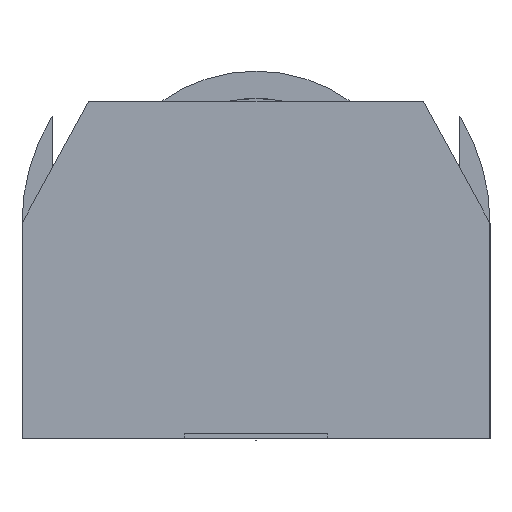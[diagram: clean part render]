
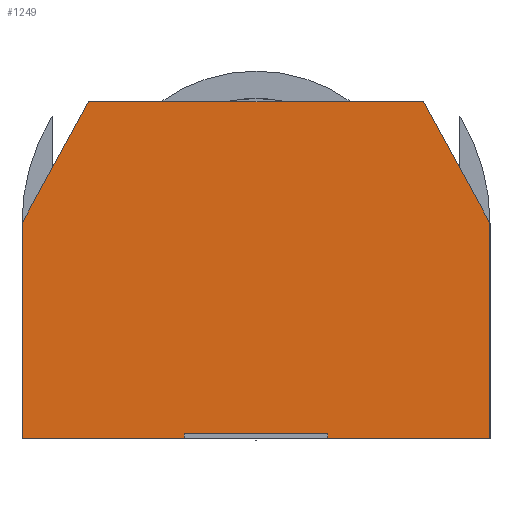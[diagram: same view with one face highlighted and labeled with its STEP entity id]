
A CAD part, left-side view. The second image highlights one B-rep face of the part: STEP entity #1249.
In plain terms, the highlighted planar face has unit normal (-1, 0, 0).
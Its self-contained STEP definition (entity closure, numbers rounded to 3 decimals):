
#57=FACE_OUTER_BOUND('',#129,.T.);
#129=EDGE_LOOP('',(#848,#849,#850,#851,#852,#853,#854,#855,#856,#857,#858,
#859));
#214=LINE('',#1825,#345);
#218=LINE('',#1834,#349);
#243=LINE('',#1897,#374);
#244=LINE('',#1899,#375);
#245=LINE('',#1901,#376);
#246=LINE('',#1903,#377);
#247=LINE('',#1905,#378);
#248=LINE('',#1907,#379);
#249=LINE('',#1909,#380);
#250=LINE('',#1911,#381);
#251=LINE('',#1913,#382);
#252=LINE('',#1914,#383);
#345=VECTOR('',#1466,1.);
#349=VECTOR('',#1474,1.);
#374=VECTOR('',#1529,1.);
#375=VECTOR('',#1530,1.);
#376=VECTOR('',#1531,1.);
#377=VECTOR('',#1532,1.);
#378=VECTOR('',#1533,1.);
#379=VECTOR('',#1534,1.);
#380=VECTOR('',#1535,1.);
#381=VECTOR('',#1536,1.);
#382=VECTOR('',#1537,1.);
#383=VECTOR('',#1538,1.);
#510=VERTEX_POINT('',#1822);
#511=VERTEX_POINT('',#1824);
#514=VERTEX_POINT('',#1832);
#537=VERTEX_POINT('',#1896);
#538=VERTEX_POINT('',#1898);
#539=VERTEX_POINT('',#1900);
#540=VERTEX_POINT('',#1902);
#541=VERTEX_POINT('',#1904);
#542=VERTEX_POINT('',#1906);
#543=VERTEX_POINT('',#1908);
#544=VERTEX_POINT('',#1910);
#545=VERTEX_POINT('',#1912);
#620=EDGE_CURVE('',#510,#511,#214,.T.);
#624=EDGE_CURVE('',#514,#510,#218,.T.);
#656=EDGE_CURVE('',#514,#537,#243,.T.);
#657=EDGE_CURVE('',#537,#538,#244,.T.);
#658=EDGE_CURVE('',#539,#538,#245,.T.);
#659=EDGE_CURVE('',#540,#539,#246,.T.);
#660=EDGE_CURVE('',#540,#541,#247,.T.);
#661=EDGE_CURVE('',#541,#542,#248,.T.);
#662=EDGE_CURVE('',#543,#542,#249,.T.);
#663=EDGE_CURVE('',#543,#544,#250,.T.);
#664=EDGE_CURVE('',#544,#545,#251,.T.);
#665=EDGE_CURVE('',#545,#511,#252,.T.);
#848=ORIENTED_EDGE('',*,*,#624,.F.);
#849=ORIENTED_EDGE('',*,*,#656,.T.);
#850=ORIENTED_EDGE('',*,*,#657,.T.);
#851=ORIENTED_EDGE('',*,*,#658,.F.);
#852=ORIENTED_EDGE('',*,*,#659,.F.);
#853=ORIENTED_EDGE('',*,*,#660,.T.);
#854=ORIENTED_EDGE('',*,*,#661,.T.);
#855=ORIENTED_EDGE('',*,*,#662,.F.);
#856=ORIENTED_EDGE('',*,*,#663,.T.);
#857=ORIENTED_EDGE('',*,*,#664,.T.);
#858=ORIENTED_EDGE('',*,*,#665,.T.);
#859=ORIENTED_EDGE('',*,*,#620,.F.);
#1113=PLANE('',#1349);
#1249=ADVANCED_FACE('',(#57),#1113,.T.);
#1349=AXIS2_PLACEMENT_3D('',#1895,#1527,#1528);
#1466=DIRECTION('',(0.,-1.,0.));
#1474=DIRECTION('',(0.,0.,1.));
#1527=DIRECTION('center_axis',(-1.,0.,0.));
#1528=DIRECTION('ref_axis',(0.,0.,-1.));
#1529=DIRECTION('',(0.,-1.,0.));
#1530=DIRECTION('',(0.,0.,1.));
#1531=DIRECTION('',(0.,1.,0.));
#1532=DIRECTION('',(0.,0.,1.));
#1533=DIRECTION('',(0.,-1.,0.));
#1534=DIRECTION('',(0.,0.,1.));
#1535=DIRECTION('',(0.,-1.,0.));
#1536=DIRECTION('',(0.,0.481,0.877));
#1537=DIRECTION('',(0.,1.,0.));
#1538=DIRECTION('',(0.,0.481,-0.877));
#1822=CARTESIAN_POINT('',(-38.525,10.325,9.6));
#1824=CARTESIAN_POINT('',(-38.525,10.322,9.6));
#1825=CARTESIAN_POINT('',(-38.525,10.325,9.6));
#1832=CARTESIAN_POINT('',(-38.525,10.325,0.1));
#1834=CARTESIAN_POINT('',(-38.525,10.325,0.1));
#1895=CARTESIAN_POINT('Origin',(-38.525,0.,8.36));
#1896=CARTESIAN_POINT('',(-38.525,3.175,0.1));
#1897=CARTESIAN_POINT('',(-38.525,10.325,0.1));
#1898=CARTESIAN_POINT('',(-38.525,3.175,0.3));
#1899=CARTESIAN_POINT('',(-38.525,3.175,0.1));
#1900=CARTESIAN_POINT('',(-38.525,-3.175,0.3));
#1901=CARTESIAN_POINT('',(-38.525,-3.175,0.3));
#1902=CARTESIAN_POINT('',(-38.525,-3.175,0.1));
#1903=CARTESIAN_POINT('',(-38.525,-3.175,0.1));
#1904=CARTESIAN_POINT('',(-38.525,-10.325,0.1));
#1905=CARTESIAN_POINT('',(-38.525,10.325,0.1));
#1906=CARTESIAN_POINT('',(-38.525,-10.325,9.6));
#1907=CARTESIAN_POINT('',(-38.525,-10.325,0.1));
#1908=CARTESIAN_POINT('',(-38.525,-10.322,9.6));
#1909=CARTESIAN_POINT('',(-38.525,10.325,9.6));
#1910=CARTESIAN_POINT('',(-38.525,-7.385,14.95));
#1911=CARTESIAN_POINT('',(-38.525,-6.664,16.264));
#1912=CARTESIAN_POINT('',(-38.525,7.385,14.95));
#1913=CARTESIAN_POINT('',(-38.525,0.,14.95));
#1914=CARTESIAN_POINT('',(-38.525,9.054,11.909));
